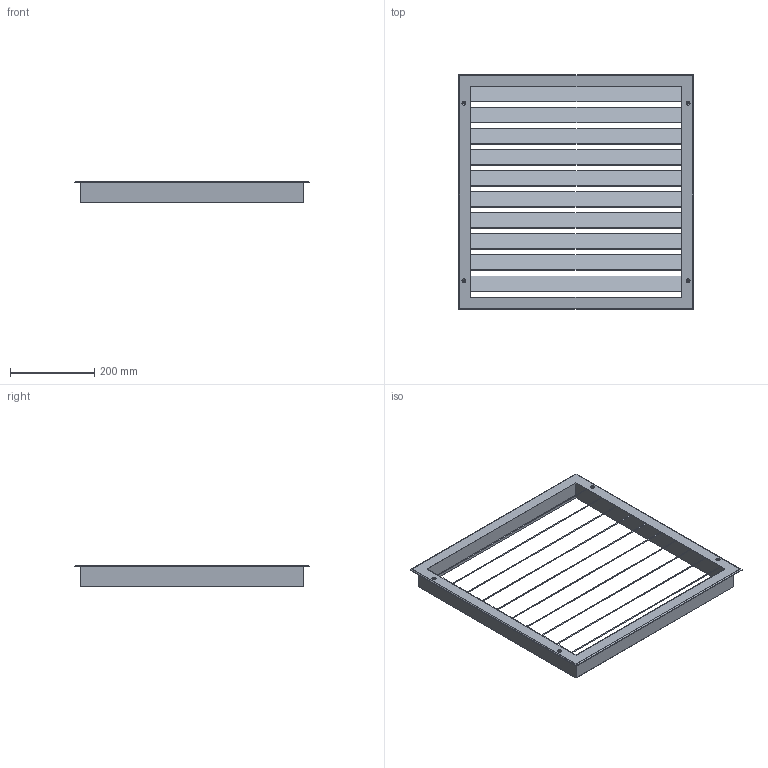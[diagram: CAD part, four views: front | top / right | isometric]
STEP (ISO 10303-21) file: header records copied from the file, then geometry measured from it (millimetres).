
FILE_DESCRIPTION (( 'STEP AP214' ), '1' );
FILE_NAME ('MLZ-50.STEP', '2022-10-12T16:47:52', ( '' ), ( '' ), 'SwSTEP 2.0', 'SolidWorks 2021', '' );
FILE_SCHEMA (( 'AUTOMOTIVE_DESIGN' ));
Length unit declared in the file: millimetre
Products named in the file (1): MLZ-50
Bounding box: 557 x 557 x 52 mm (x, y, z)
Volume: 653649.7 mm3; surface area: 1069632.6 mm2
Topology: 2 solids, 2 shells, 142 faces, 400 edges, 252 vertices
Faces by surface type: plane 72, cylinder 54, cone 16
Entity records: 4695 total; most frequent: DIRECTION 830, ORIENTED_EDGE 800, CARTESIAN_POINT 795, EDGE_CURVE 400, AXIS2_PLACEMENT_3D 287, VECTOR 256, LINE 256, VERTEX_POINT 252
